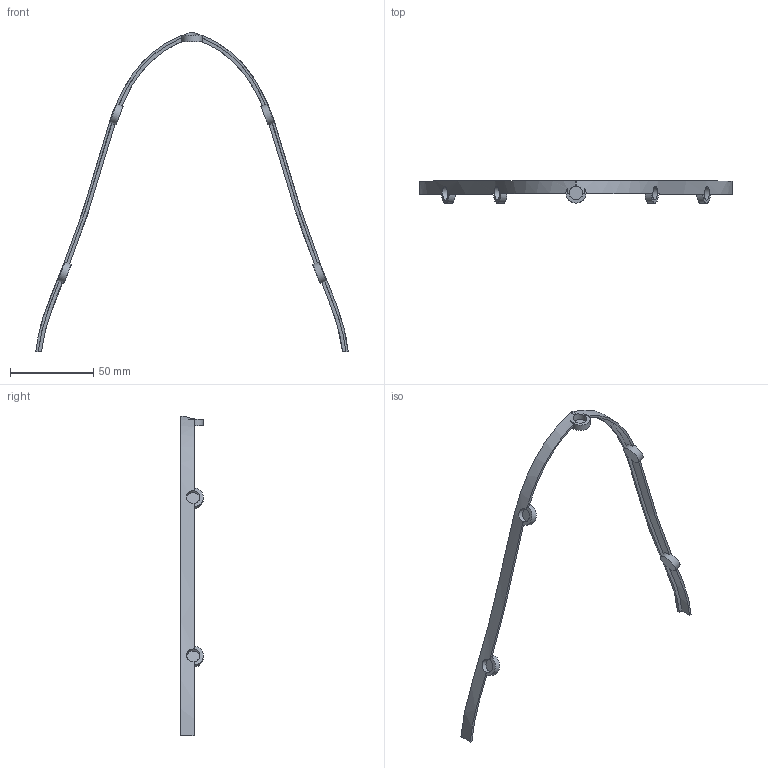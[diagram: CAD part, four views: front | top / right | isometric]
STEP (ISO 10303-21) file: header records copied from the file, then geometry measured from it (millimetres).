
FILE_DESCRIPTION(/* description */ (''),/* implementation_level */ '2;1');
FILE_NAME(/* name */ 'Calamar full V2 Arco A v3.step',/* time_stamp */ '2024-11-18T17:04:44-06:00',/* author */ (''),/* organization */ (''),/* preprocessor_version */ 'ST-DEVELOPER v20',/* originating_system */ 'Autodesk Translation Framework v13.20.0.188',/* authorisation */ '');
FILE_SCHEMA (('AUTOMOTIVE_DESIGN { 1 0 10303 214 3 1 1 }'));
Length unit declared in the file: millimetre
Products named in the file (1): Calamar full V2 Arco A
Bounding box: 187.99 x 13.55 x 192.29 mm (x, y, z)
Volume: 7422 mm3; surface area: 11548.2 mm2
Topology: 1 solids, 1 shells, 58 faces, 166 edges, 110 vertices
Faces by surface type: plane 35, bspline 12, cylinder 11
Full cylindrical faces by diameter (mm): 8.1 x5, 12.1 x4
Entity records: 4909 total; most frequent: CARTESIAN_POINT 3490, ORIENTED_EDGE 332, DIRECTION 222, EDGE_CURVE 166, VERTEX_POINT 110, AXIS2_PLACEMENT_3D 75, LINE 72, VECTOR 72
